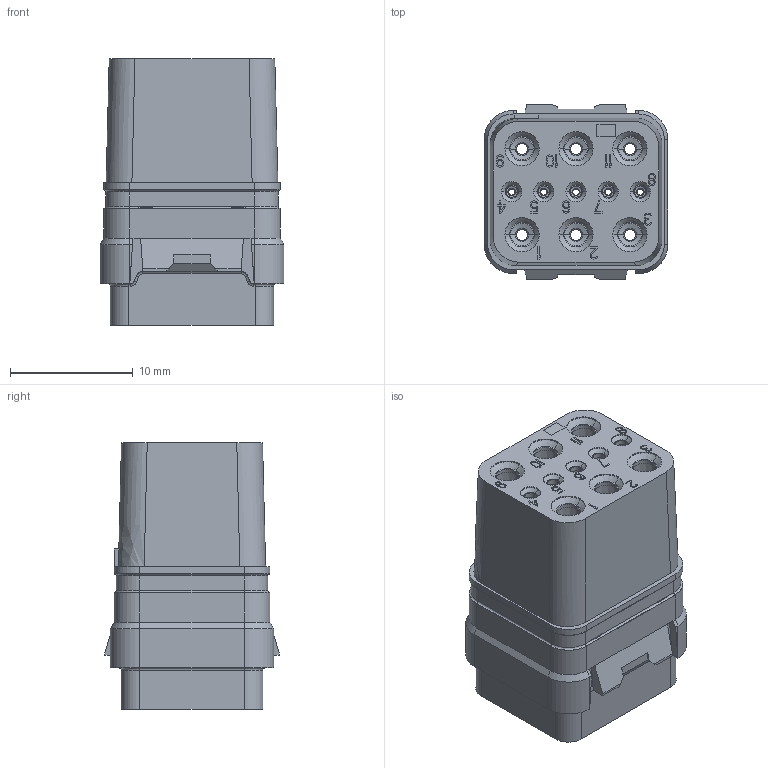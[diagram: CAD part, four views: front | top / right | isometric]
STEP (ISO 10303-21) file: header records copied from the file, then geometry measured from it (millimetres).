
FILE_DESCRIPTION((''),'2;1');
FILE_NAME('SIMM9901SN','2019-12-02T',('presta_be4'),(''),'CREO PARAMETRIC BY PTC INC, 2018360','CREO PARAMETRIC BY PTC INC, 2018360','');
FILE_SCHEMA(('CONFIG_CONTROL_DESIGN'));
Length unit declared in the file: millimetre
Products named in the file (1): SIMM9901SN
Bounding box: 15 x 14.2 x 21.76 mm (x, y, z)
Volume: 2084.2 mm3; surface area: 3893.7 mm2
Topology: 1 solids, 1 shells, 1874 faces, 4668 edges, 2920 vertices
Faces by surface type: plane 1074, cylinder 316, torus 232, cone 196, bspline 56
Entity records: 56027 total; most frequent: CARTESIAN_POINT 10487, DIRECTION 9618, ORIENTED_EDGE 9336, EDGE_CURVE 4668, VECTOR 3334, LINE 3334, AXIS2_PLACEMENT_3D 3142, VERTEX_POINT 2920
